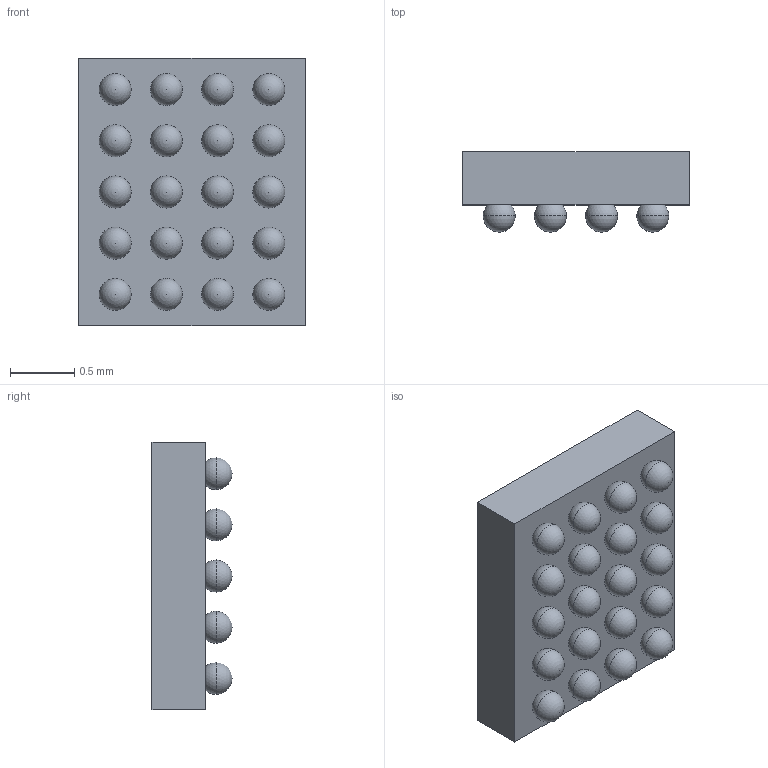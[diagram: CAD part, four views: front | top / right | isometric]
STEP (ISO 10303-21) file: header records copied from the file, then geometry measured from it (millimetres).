
FILE_DESCRIPTION (( 'STEP AP214' ), '1' );
FILE_NAME ('TPS630252YFFR.STEP', '2020-07-20T11:20:22', ( '' ), ( '' ), 'SwSTEP 2.0', 'SolidWorks 2017', '' );
FILE_SCHEMA (( 'AUTOMOTIVE_DESIGN' ));
Length unit declared in the file: millimetre
Products named in the file (1): TPS630252YFFR
Bounding box: 1.77 x 0.62 x 2.09 mm (x, y, z)
Volume: 1.7 mm3; surface area: 14.5 mm2
Topology: 22 solids, 22 shells, 73 faces, 184 edges, 136 vertices
Faces by surface type: sphere 40, plane 29, cylinder 4
Entity records: 1949 total; most frequent: DIRECTION 340, CARTESIAN_POINT 274, ORIENTED_EDGE 208, AXIS2_PLACEMENT_3D 162, EDGE_CURVE 104, VERTEX_POINT 96, EDGE_LOOP 94, CIRCLE 88
